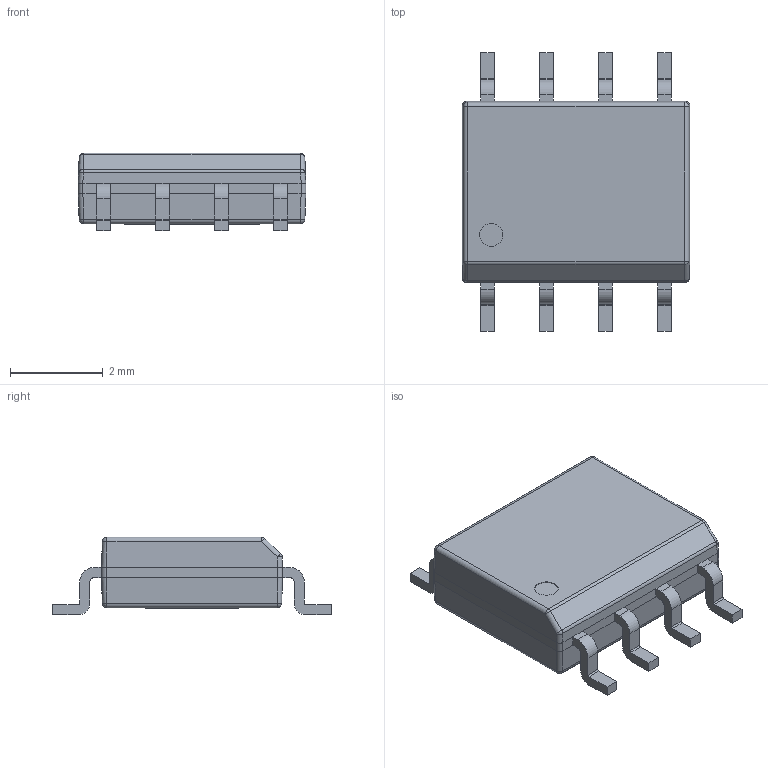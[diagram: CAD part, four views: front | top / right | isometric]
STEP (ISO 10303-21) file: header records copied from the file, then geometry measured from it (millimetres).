
FILE_DESCRIPTION (( 'STEP AP214' ), '1' );
FILE_NAME ('SOIC-8_L4.9-W3.9-P1.27-LS6.0-BL-EP2.9.STEP', '2022-04-12T07:18:08', ( 'Sky123.Org' ), ( 'Sky123.Org' ), 'SwSTEP 2.0', 'SolidWorks 2017', '' );
FILE_SCHEMA (( 'AUTOMOTIVE_DESIGN' ));
Length unit declared in the file: millimetre
Products named in the file (1): SOIC-8_L4.9-W3.9-P1.27-LS6.0-BL-EP2.9
Bounding box: 4.9 x 6 x 1.67 mm (x, y, z)
Volume: 29.3 mm3; surface area: 75.7 mm2
Topology: 1 solids, 1 shells, 231 faces, 598 edges, 378 vertices
Faces by surface type: plane 146, cylinder 61, bspline 14, sphere 10
Entity records: 9570 total; most frequent: CARTESIAN_POINT 2030, ORIENTED_EDGE 1196, DIRECTION 1104, EDGE_CURVE 598, LINE 456, VECTOR 456, VERTEX_POINT 378, AXIS2_PLACEMENT_3D 324
